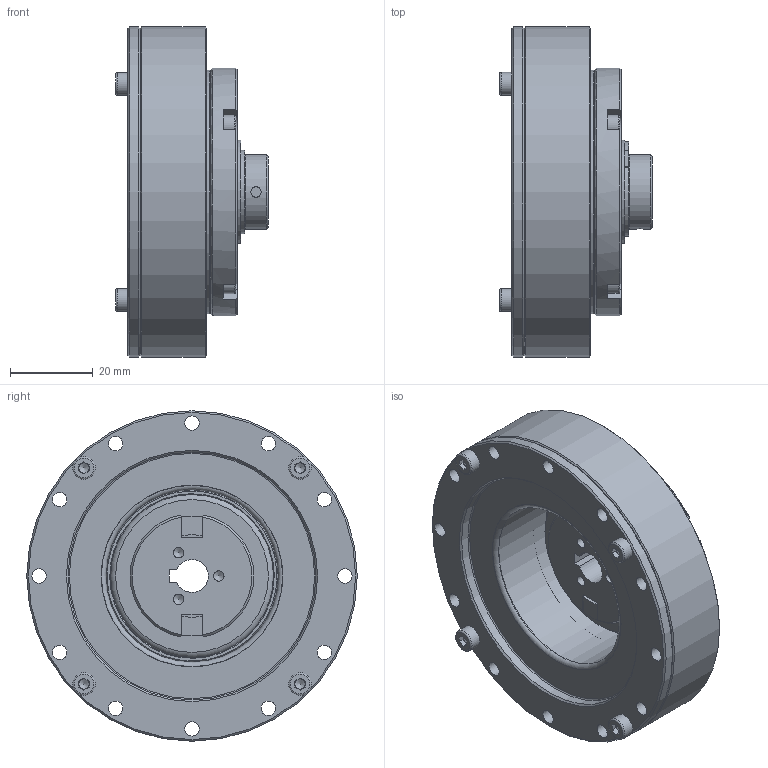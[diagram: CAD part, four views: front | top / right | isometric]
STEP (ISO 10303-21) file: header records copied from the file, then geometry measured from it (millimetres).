
FILE_DESCRIPTION(/* description */ ('STEP AP242','CAx-IF Rec.Pracs.---Representation and Presentation of Product Manufacturing Information (PMI)---4.0---2014-10-13','CAx-IF Rec.Pracs.---3D Tessellated Geometry---0.4---2014-09-14','2;1'),/* implementation_level */ '2;1');
FILE_NAME(/* name */ '688771e24f7eb859c194ba09',/* time_stamp */ '2025-07-28T12:49:41Z',/* author */ (''),/* organization */ (''),/* preprocessor_version */ 'ST-DEVELOPER v20',/* originating_system */ 'ONSHAPE BY PTC INC, 1.201',/* authorisation */ ' ');
FILE_SCHEMA (('AP242_MANAGED_MODEL_BASED_3D_ENGINEERING_MIM_LF { 1 0 10303 442 1 1 4 }'));
Products named in the file (23): HS-17-I; hexagon socket head cap screws gb_GB_FASTENER_SCREWS_HSHCS M3X8-C; ????-STXB-17080; 17-80??????_?? <1>; STXB-T17-P02_??; circlips for shaft--type a large gb_GB_CONNECTING_PIECE_RING_RRA 18; STXB-T17-080-P04_??; STXB-T17-P03_??; STXB-T17-P05_??; 17????; STXB-T17-P01_??; ????-STRU-17-80-160X?80-V1 <1>; ??????-17-80-??-V0; ??????-17-80-V0; ????-??-?4; 17??; ????-??-STRU-17-80; O????-?65X?18; ????-??-STRU-17-80-V1; hexagon socket head cap screws gb_GB_FASTENER_SCREWS_HSHCS M2X5-C
Assembly tree (98 placements, depth 3):
  HS-17-I
    hexagon socket head cap screws gb_GB_FASTENER_SCREWS_HSHCS M3X8-C  x8
    ????-STXB-17080
    ????-STXB-17080
    17-80??????_?? <1>
      STXB-T17-P02_??
      circlips for shaft--type a large gb_GB_CONNECTING_PIECE_RING_RRA 18
      STXB-T17-080-P04_??
      STXB-T17-P03_??
      STXB-T17-P05_??
      17????
      STXB-T17-P01_??
    ????-STRU-17-80-160X?80-V1 <1>
      ??????-17-80-??-V0  x18
      ??????-17-80-V0  x18
      ????-??-?4  x36
      17??
      ????-??-STRU-17-80
      O????-?65X?18
      ????-??-STRU-17-80
      ????-??-STRU-17-80-V1
      ????-??-STRU-17-80
      hexagon socket head cap screws gb_GB_FASTENER_SCREWS_HSHCS M2X5-C
Bounding box: 37 x 80 x 80 mm (x, y, z)
Volume: 75377.7 mm3; surface area: 71336.7 mm2
Topology: 96 solids, 96 shells, 2371 faces, 6419 edges, 4265 vertices
Faces by surface type: cylinder 1244, plane 934, cone 169, torus 19, bspline 5
Full cylindrical faces by diameter (mm): 1.6 x1, 1.7 x2, 2 x1, 2.4 x1, 2.5 x29, 3 x8, 3.4 x4, 3.5 x44, 3.8 x1, 4 x36, 4.3 x1, 5.5 x8, 17 x1, 18 x2, 18.3 x1, 18.5 x3, 25 x2, 29 x2, 30.3 x1, 32.684 x2, 37 x1, 39.436 x2, 41.722 x2, 42.222 x1, 43.511 x1, 44.5 x1, 47 x2, 49.2 x1, 55 x1, 59 x2
Entity records: 64724 total; most frequent: CARTESIAN_POINT 21110, ORIENTED_EDGE 9598, DIRECTION 7551, EDGE_CURVE 4799, VERTEX_POINT 3383, AXIS2_PLACEMENT_3D 2663, LINE 2225, VECTOR 2225
